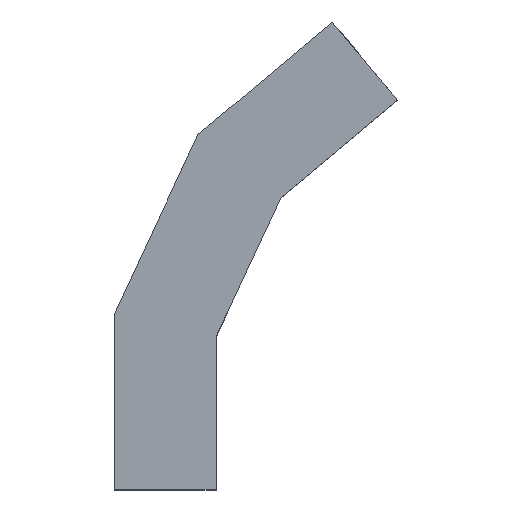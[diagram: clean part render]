
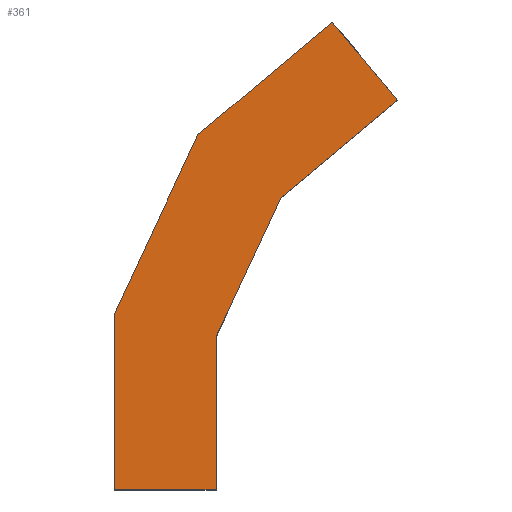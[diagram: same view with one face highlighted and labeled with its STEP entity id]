
A CAD part, top view. The second image highlights one B-rep face of the part: STEP entity #361.
In plain terms, the highlighted planar face has unit normal (0, 0, 1).
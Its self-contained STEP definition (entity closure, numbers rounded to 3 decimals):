
#33=FACE_OUTER_BOUND('',#53,.T.);
#53=EDGE_LOOP('',(#311,#312,#313,#314,#315,#316,#317,#318));
#81=LINE('',#543,#129);
#84=LINE('',#549,#132);
#87=LINE('',#555,#135);
#90=LINE('',#561,#138);
#93=LINE('',#567,#141);
#96=LINE('',#573,#144);
#99=LINE('',#579,#147);
#102=LINE('',#583,#150);
#129=VECTOR('',#447,10.);
#132=VECTOR('',#452,10.);
#135=VECTOR('',#457,10.);
#138=VECTOR('',#462,10.);
#141=VECTOR('',#467,10.);
#144=VECTOR('',#472,10.);
#147=VECTOR('',#477,10.);
#150=VECTOR('',#482,10.);
#169=VERTEX_POINT('',#540);
#170=VERTEX_POINT('',#542);
#172=VERTEX_POINT('',#548);
#174=VERTEX_POINT('',#554);
#176=VERTEX_POINT('',#560);
#178=VERTEX_POINT('',#566);
#180=VERTEX_POINT('',#572);
#182=VERTEX_POINT('',#578);
#209=EDGE_CURVE('',#170,#169,#81,.T.);
#212=EDGE_CURVE('',#172,#170,#84,.T.);
#215=EDGE_CURVE('',#174,#172,#87,.T.);
#218=EDGE_CURVE('',#176,#174,#90,.T.);
#221=EDGE_CURVE('',#178,#176,#93,.T.);
#224=EDGE_CURVE('',#180,#178,#96,.T.);
#227=EDGE_CURVE('',#182,#180,#99,.T.);
#230=EDGE_CURVE('',#169,#182,#102,.T.);
#311=ORIENTED_EDGE('',*,*,#230,.T.);
#312=ORIENTED_EDGE('',*,*,#227,.T.);
#313=ORIENTED_EDGE('',*,*,#224,.T.);
#314=ORIENTED_EDGE('',*,*,#221,.T.);
#315=ORIENTED_EDGE('',*,*,#218,.T.);
#316=ORIENTED_EDGE('',*,*,#215,.T.);
#317=ORIENTED_EDGE('',*,*,#212,.T.);
#318=ORIENTED_EDGE('',*,*,#209,.T.);
#343=PLANE('',#399);
#361=ADVANCED_FACE('',(#33),#343,.T.);
#399=AXIS2_PLACEMENT_3D('',#584,#483,#484);
#447=DIRECTION('',(1.,0.,0.));
#452=DIRECTION('',(0.,-1.,0.));
#457=DIRECTION('',(-0.423,-0.906,0.));
#462=DIRECTION('',(-0.766,-0.643,0.));
#467=DIRECTION('',(-0.643,0.766,0.));
#472=DIRECTION('',(0.766,0.643,0.));
#477=DIRECTION('',(0.423,0.906,0.));
#482=DIRECTION('',(0.,1.,0.));
#483=DIRECTION('center_axis',(0.,0.,1.));
#484=DIRECTION('ref_axis',(1.,0.,0.));
#540=CARTESIAN_POINT('',(10.,-15.,20.));
#542=CARTESIAN_POINT('',(-10.,-15.,20.));
#543=CARTESIAN_POINT('',(-10.,-15.,20.));
#548=CARTESIAN_POINT('',(-10.,19.434,20.));
#549=CARTESIAN_POINT('',(-10.,19.434,20.));
#554=CARTESIAN_POINT('',(6.426,54.66,20.));
#555=CARTESIAN_POINT('',(6.426,54.66,20.));
#560=CARTESIAN_POINT('',(32.804,76.794,20.));
#561=CARTESIAN_POINT('',(32.804,76.794,20.));
#566=CARTESIAN_POINT('',(45.66,61.473,20.));
#567=CARTESIAN_POINT('',(45.66,61.473,20.));
#572=CARTESIAN_POINT('',(22.679,42.189,20.));
#573=CARTESIAN_POINT('',(22.679,42.189,20.));
#578=CARTESIAN_POINT('',(10.,15.,20.));
#579=CARTESIAN_POINT('',(10.,15.,20.));
#583=CARTESIAN_POINT('',(10.,-15.,20.));
#584=CARTESIAN_POINT('Origin',(17.83,30.897,20.));
